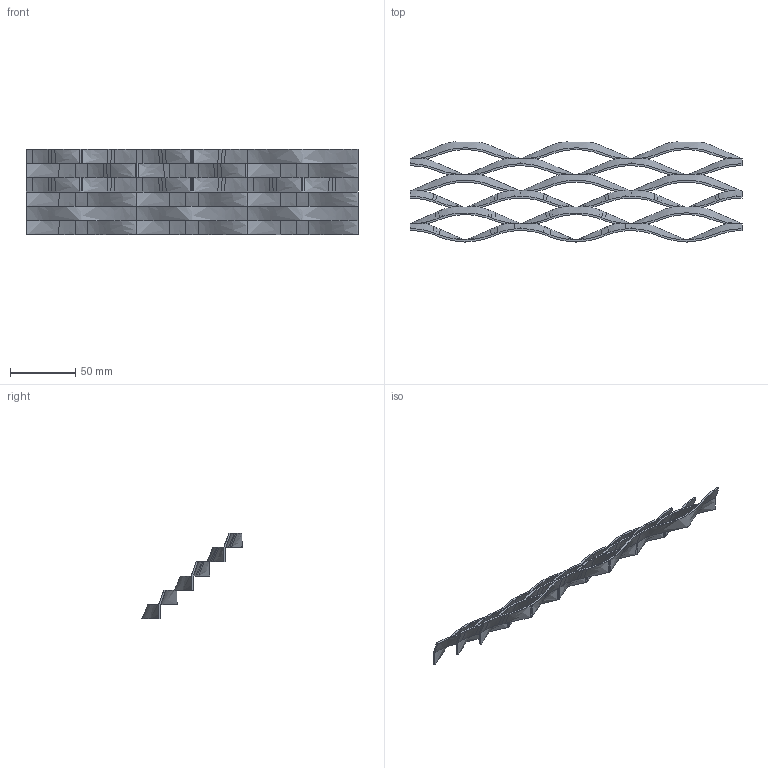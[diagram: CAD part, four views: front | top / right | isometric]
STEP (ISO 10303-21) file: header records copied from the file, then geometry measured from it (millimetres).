
FILE_DESCRIPTION(/* description */ (''),/* implementation_level */ '2;1');
FILE_NAME(/* name */ 'TK85x35x11x1,5Brain.stp',/* time_stamp */ '2018-12-17T07:30:40+01:00',/* author */ ('libor.vojtek'),/* organization */ (''),/* preprocessor_version */ 'ST-DEVELOPER v17.2',/* originating_system */ 'Autodesk Inventor 2019',/* authorisation */ '');
FILE_SCHEMA (('AUTOMOTIVE_DESIGN { 1 0 10303 214 3 1 1 }'));
Length unit declared in the file: millimetre
Products named in the file (1): TK85x35x11x1,5Brain
Bounding box: 255 x 77.05 x 66 mm (x, y, z)
Volume: 26240.7 mm3; surface area: 41368.9 mm2
Topology: 1 solids, 1 shells, 249 faces, 761 edges, 488 vertices
Faces by surface type: bspline 206, plane 43
Entity records: 14643 total; most frequent: CARTESIAN_POINT 9404, ORIENTED_EDGE 1518, EDGE_CURVE 759, B_SPLINE_CURVE_WITH_KNOTS 499, VERTEX_POINT 487, DIRECTION 376, FACE_OUTER_BOUND 248, EDGE_LOOP 248
